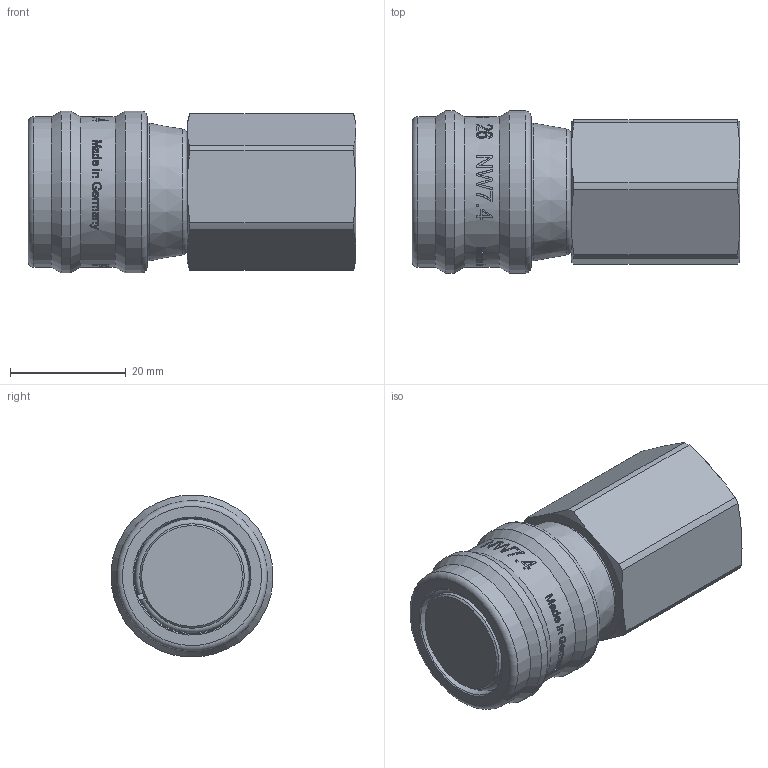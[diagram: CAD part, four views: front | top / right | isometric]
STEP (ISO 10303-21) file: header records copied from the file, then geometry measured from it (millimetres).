
FILE_DESCRIPTION((''),'2;1');
FILE_NAME('26kaiw21rvx.stp','2013-09-17T08:50:26',('IA176480'),(''),'Autodesk Inventor 2013','Autodesk Inventor 2013','');
FILE_SCHEMA(('AUTOMOTIVE_DESIGN { 1 0 10303 214 1 1 1 1 }'));
Length unit declared in the file: millimetre
Products named in the file (1): D107800
Bounding box: 56.51 x 27.94 x 27.94 mm (x, y, z)
Volume: 23384.2 mm3; surface area: 9924.6 mm2
Topology: 2 solids, 3 shells, 551 faces, 1443 edges, 952 vertices
Faces by surface type: bspline 240, plane 211, cylinder 68, cone 27, torus 5
Full cylindrical faces by diameter (mm): 11.5 x1, 16.65 x1, 18 x2, 18.631 x1, 19.485 x3, 20 x1, 21 x1, 21.2 x1, 23.8 x1, 24 x1, 26 x2, 28 x2
Entity records: 75075 total; most frequent: CARTESIAN_POINT 63034, ORIENTED_EDGE 2804, DIRECTION 1536, EDGE_CURVE 1402, VERTEX_POINT 946, B_SPLINE_CURVE_WITH_KNOTS 658, EDGE_LOOP 646, FACE_OUTER_BOUND 551
